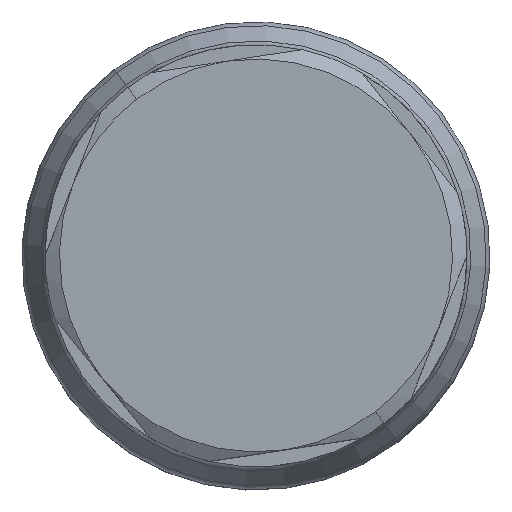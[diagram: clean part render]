
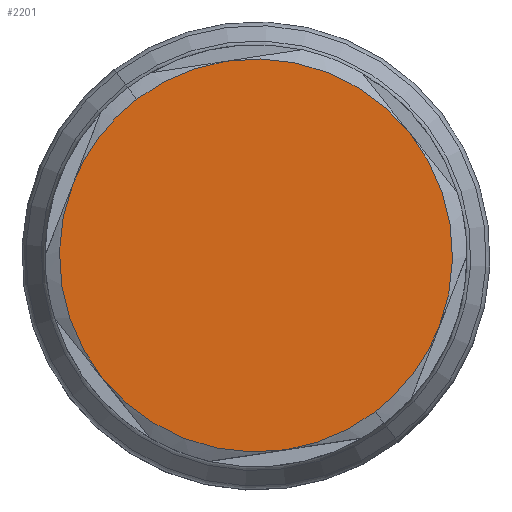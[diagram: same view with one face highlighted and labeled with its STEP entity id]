
A CAD part, top view. The second image highlights one B-rep face of the part: STEP entity #2201.
In plain terms, the highlighted planar face has unit normal (0, 0, 1).
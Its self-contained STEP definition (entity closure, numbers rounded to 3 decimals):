
#1813=CARTESIAN_POINT('Axis2P3D Location',(-40.2,11.829,115.062)) ;
#1817=CARTESIAN_POINT('Vertex',(-19.573,-15.2,115.062)) ;
#1819=CARTESIAN_POINT('Vertex',(-8.522,-0.521,115.062)) ;
#1880=CARTESIAN_POINT('Axis2P3D Location',(-40.2,11.829,115.062)) ;
#1884=CARTESIAN_POINT('Vertex',(-13.665,33.088,115.062)) ;
#1935=CARTESIAN_POINT('Axis2P3D Location',(-40.2,11.829,115.062)) ;
#1939=CARTESIAN_POINT('Vertex',(-45.342,45.438,115.062)) ;
#1994=CARTESIAN_POINT('Vertex',(-60.826,38.858,115.062)) ;
#1997=CARTESIAN_POINT('Axis2P3D Location',(-40.2,11.829,115.062)) ;
#2009=CARTESIAN_POINT('Axis2P3D Location',(-40.2,11.829,115.062)) ;
#2013=CARTESIAN_POINT('Vertex',(-71.877,24.18,115.062)) ;
#2064=CARTESIAN_POINT('Axis2P3D Location',(-40.2,11.829,115.062)) ;
#2068=CARTESIAN_POINT('Vertex',(-66.734,-9.429,115.062)) ;
#2119=CARTESIAN_POINT('Axis2P3D Location',(-40.2,11.829,115.062)) ;
#2123=CARTESIAN_POINT('Vertex',(-35.057,-21.779,115.062)) ;
#2174=CARTESIAN_POINT('Axis2P3D Location',(-40.2,11.829,115.062)) ;
#2186=CARTESIAN_POINT('Axis2P3D Location',(-45.721,47.909,115.062)) ;
#1814=DIRECTION('Axis2P3D Direction',(0.,0.,-1.)) ;
#1881=DIRECTION('Axis2P3D Direction',(0.,0.,-1.)) ;
#1936=DIRECTION('Axis2P3D Direction',(0.,0.,-1.)) ;
#1998=DIRECTION('Axis2P3D Direction',(0.,0.,-1.)) ;
#2010=DIRECTION('Axis2P3D Direction',(0.,0.,-1.)) ;
#2065=DIRECTION('Axis2P3D Direction',(0.,0.,-1.)) ;
#2120=DIRECTION('Axis2P3D Direction',(0.,0.,-1.)) ;
#2175=DIRECTION('Axis2P3D Direction',(0.,0.,-1.)) ;
#2187=DIRECTION('Axis2P3D Direction',(0.,-0.,1.)) ;
#2188=DIRECTION('Axis2P3D XDirection',(0.988,0.151,0.)) ;
#1815=AXIS2_PLACEMENT_3D('Circle Axis2P3D',#1813,#1814,$) ;
#1882=AXIS2_PLACEMENT_3D('Circle Axis2P3D',#1880,#1881,$) ;
#1937=AXIS2_PLACEMENT_3D('Circle Axis2P3D',#1935,#1936,$) ;
#1999=AXIS2_PLACEMENT_3D('Circle Axis2P3D',#1997,#1998,$) ;
#2011=AXIS2_PLACEMENT_3D('Circle Axis2P3D',#2009,#2010,$) ;
#2066=AXIS2_PLACEMENT_3D('Circle Axis2P3D',#2064,#2065,$) ;
#2121=AXIS2_PLACEMENT_3D('Circle Axis2P3D',#2119,#2120,$) ;
#2176=AXIS2_PLACEMENT_3D('Circle Axis2P3D',#2174,#2175,$) ;
#2189=AXIS2_PLACEMENT_3D('Plane Axis2P3D',#2186,#2187,#2188) ;
#2192=ORIENTED_EDGE('',*,*,#2015,.T.) ;
#2193=ORIENTED_EDGE('',*,*,#2070,.T.) ;
#2194=ORIENTED_EDGE('',*,*,#2125,.T.) ;
#2195=ORIENTED_EDGE('',*,*,#2178,.T.) ;
#2196=ORIENTED_EDGE('',*,*,#1821,.T.) ;
#2197=ORIENTED_EDGE('',*,*,#1886,.T.) ;
#2198=ORIENTED_EDGE('',*,*,#1941,.T.) ;
#2199=ORIENTED_EDGE('',*,*,#2001,.T.) ;
#2201=ADVANCED_FACE('PartBody',(#2200),#2190,.T.) ;
#1816=CIRCLE('generated circle',#1815,34.) ;
#1883=CIRCLE('generated circle',#1882,34.) ;
#1938=CIRCLE('generated circle',#1937,34.) ;
#2000=CIRCLE('generated circle',#1999,34.) ;
#2012=CIRCLE('generated circle',#2011,34.) ;
#2067=CIRCLE('generated circle',#2066,34.) ;
#2122=CIRCLE('generated circle',#2121,34.) ;
#2177=CIRCLE('generated circle',#2176,34.) ;
#1821=EDGE_CURVE('',#1818,#1820,#1816,.F.) ;
#1886=EDGE_CURVE('',#1820,#1885,#1883,.F.) ;
#1941=EDGE_CURVE('',#1885,#1940,#1938,.F.) ;
#2001=EDGE_CURVE('',#1940,#1995,#2000,.F.) ;
#2015=EDGE_CURVE('',#1995,#2014,#2012,.F.) ;
#2070=EDGE_CURVE('',#2014,#2069,#2067,.F.) ;
#2125=EDGE_CURVE('',#2069,#2124,#2122,.F.) ;
#2178=EDGE_CURVE('',#2124,#1818,#2177,.F.) ;
#2191=EDGE_LOOP('',(#2192,#2193,#2194,#2195,#2196,#2197,#2198,#2199)) ;
#2200=FACE_OUTER_BOUND('',#2191,.T.) ;
#2190=PLANE('',#2189) ;
#1818=VERTEX_POINT('',#1817) ;
#1820=VERTEX_POINT('',#1819) ;
#1885=VERTEX_POINT('',#1884) ;
#1940=VERTEX_POINT('',#1939) ;
#1995=VERTEX_POINT('',#1994) ;
#2014=VERTEX_POINT('',#2013) ;
#2069=VERTEX_POINT('',#2068) ;
#2124=VERTEX_POINT('',#2123) ;
